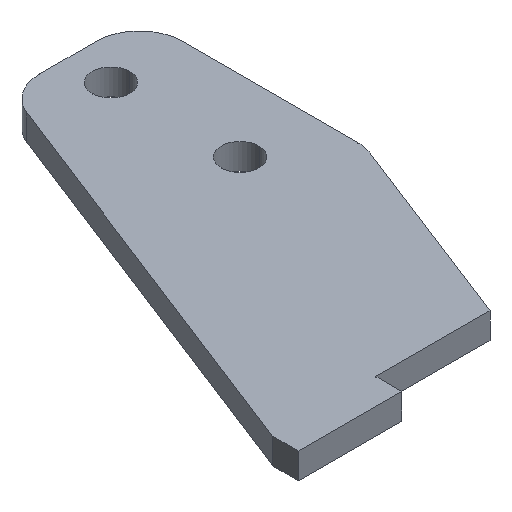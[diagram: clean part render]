
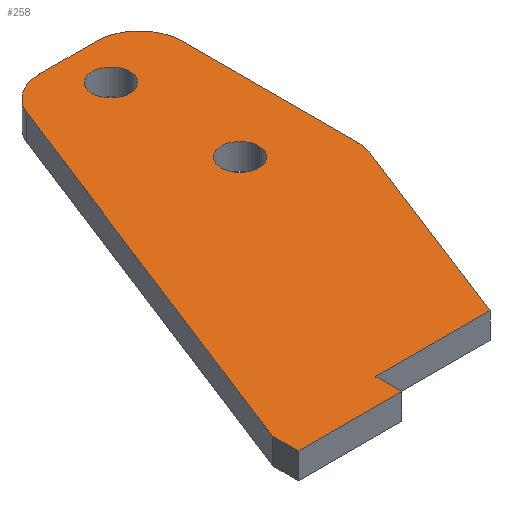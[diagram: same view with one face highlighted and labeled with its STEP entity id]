
A CAD part, isometric view. The second image highlights one B-rep face of the part: STEP entity #258.
In plain terms, the highlighted planar face has unit normal (0, 0, 1).
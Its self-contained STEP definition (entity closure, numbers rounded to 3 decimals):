
#2 = CARTESIAN_POINT ( 'NONE',  ( 26.208, 45., 3. ) ) ;
#6 = EDGE_CURVE ( 'NONE', #378, #327, #455, .T. ) ;
#9 = CARTESIAN_POINT ( 'NONE',  ( 29.5, 50., 3. ) ) ;
#11 = CIRCLE ( 'NONE', #357, 2.2 ) ;
#13 = DIRECTION ( 'NONE',  ( 0., -1., 0. ) ) ;
#26 = DIRECTION ( 'NONE',  ( 0., 0., 1. ) ) ;
#32 = DIRECTION ( 'NONE',  ( -1., 0., 0. ) ) ;
#34 = VECTOR ( 'NONE', #381, 1000. ) ;
#39 = CARTESIAN_POINT ( 'NONE',  ( 29.5, 45., 3. ) ) ;
#41 = FACE_BOUND ( 'NONE', #369, .T. ) ;
#43 = AXIS2_PLACEMENT_3D ( 'NONE', #305, #208, #307 ) ;
#46 = EDGE_CURVE ( 'NONE', #182, #154, #139, .T. ) ;
#51 = ORIENTED_EDGE ( 'NONE', *, *, #46, .T. ) ;
#56 = ORIENTED_EDGE ( 'NONE', *, *, #329, .F. ) ;
#61 = ORIENTED_EDGE ( 'NONE', *, *, #274, .T. ) ;
#62 = CARTESIAN_POINT ( 'NONE',  ( 12., 0., 3. ) ) ;
#65 = CARTESIAN_POINT ( 'NONE',  ( 26.208, 30., 3. ) ) ;
#72 = AXIS2_PLACEMENT_3D ( 'NONE', #39, #89, #612 ) ;
#80 = PLANE ( 'NONE',  #43 ) ;
#83 = LINE ( 'NONE', #150, #414 ) ;
#87 = CARTESIAN_POINT ( 'NONE',  ( 28.408, 30., 3. ) ) ;
#89 = DIRECTION ( 'NONE',  ( 0., 0., 1. ) ) ;
#90 = LINE ( 'NONE', #436, #254 ) ;
#92 = VERTEX_POINT ( 'NONE', #9 ) ;
#103 = CARTESIAN_POINT ( 'NONE',  ( 18.259, 46.817, 3. ) ) ;
#104 = CARTESIAN_POINT ( 'NONE',  ( 34.5, 24.648, 3. ) ) ;
#109 = CIRCLE ( 'NONE', #72, 5. ) ;
#112 = ORIENTED_EDGE ( 'NONE', *, *, #482, .F. ) ;
#113 = DIRECTION ( 'NONE',  ( 1., 0., 0. ) ) ;
#114 = AXIS2_PLACEMENT_3D ( 'NONE', #2, #185, #135 ) ;
#115 = CARTESIAN_POINT ( 'NONE',  ( 0., 0., 3. ) ) ;
#117 = LINE ( 'NONE', #115, #596 ) ;
#118 = EDGE_CURVE ( 'NONE', #176, #92, #90, .T. ) ;
#128 = CARTESIAN_POINT ( 'NONE',  ( 25.254, 0., 3. ) ) ;
#130 = CARTESIAN_POINT ( 'NONE',  ( 0., 0., 3. ) ) ;
#135 = DIRECTION ( 'NONE',  ( 1., 0., 0. ) ) ;
#139 = LINE ( 'NONE', #581, #384 ) ;
#146 = VERTEX_POINT ( 'NONE', #104 ) ;
#147 = EDGE_CURVE ( 'NONE', #154, #236, #83, .T. ) ;
#150 = CARTESIAN_POINT ( 'NONE',  ( 0., -3., 3. ) ) ;
#154 = VERTEX_POINT ( 'NONE', #543 ) ;
#161 = FACE_OUTER_BOUND ( 'NONE', #170, .T. ) ;
#162 = ORIENTED_EDGE ( 'NONE', *, *, #219, .T. ) ;
#168 = CARTESIAN_POINT ( 'NONE',  ( 22.917, 45., 3. ) ) ;
#169 = VERTEX_POINT ( 'NONE', #443 ) ;
#170 = EDGE_LOOP ( 'NONE', ( #289, #162, #56, #51, #470, #494, #320, #400, #585, #112, #61 ) ) ;
#173 = CIRCLE ( 'NONE', #114, 2.2 ) ;
#174 = DIRECTION ( 'NONE',  ( 0.363, 0.932, 0. ) ) ;
#176 = VERTEX_POINT ( 'NONE', #350 ) ;
#182 = VERTEX_POINT ( 'NONE', #299 ) ;
#185 = DIRECTION ( 'NONE',  ( 0., 0., 1. ) ) ;
#188 = LINE ( 'NONE', #480, #557 ) ;
#208 = DIRECTION ( 'NONE',  ( 0., 0., 1. ) ) ;
#212 = CARTESIAN_POINT ( 'NONE',  ( 26.208, 45., 3. ) ) ;
#216 = CARTESIAN_POINT ( 'NONE',  ( 34.5, 45., 3. ) ) ;
#219 = EDGE_CURVE ( 'NONE', #176, #615, #499, .T. ) ;
#224 = DIRECTION ( 'NONE',  ( 1., 0., 0. ) ) ;
#231 = EDGE_CURVE ( 'NONE', #385, #273, #367, .T. ) ;
#236 = VERTEX_POINT ( 'NONE', #315 ) ;
#237 = DIRECTION ( 'NONE',  ( 1., 0., 0. ) ) ;
#239 = AXIS2_PLACEMENT_3D ( 'NONE', #65, #26, #113 ) ;
#254 = VECTOR ( 'NONE', #237, 1000. ) ;
#258 = ADVANCED_FACE ( 'NONE', ( #41, #620, #161 ), #80, .T. ) ;
#259 = EDGE_CURVE ( 'NONE', #351, #169, #11, .T. ) ;
#261 = CIRCLE ( 'NONE', #239, 2.2 ) ;
#263 = LINE ( 'NONE', #130, #330 ) ;
#273 = VERTEX_POINT ( 'NONE', #608 ) ;
#274 = EDGE_CURVE ( 'NONE', #405, #92, #109, .T. ) ;
#288 = EDGE_CURVE ( 'NONE', #327, #558, #117, .T. ) ;
#289 = ORIENTED_EDGE ( 'NONE', *, *, #118, .F. ) ;
#299 = CARTESIAN_POINT ( 'NONE',  ( 0., 0., 3. ) ) ;
#305 = CARTESIAN_POINT ( 'NONE',  ( 0., 0., 3. ) ) ;
#307 = DIRECTION ( 'NONE',  ( 1., 0., 0. ) ) ;
#308 = EDGE_CURVE ( 'NONE', #378, #146, #338, .T. ) ;
#313 = ORIENTED_EDGE ( 'NONE', *, *, #259, .F. ) ;
#315 = CARTESIAN_POINT ( 'NONE',  ( 12., -3., 3. ) ) ;
#320 = ORIENTED_EDGE ( 'NONE', *, *, #288, .F. ) ;
#321 = DIRECTION ( 'NONE',  ( 0., 0., 1. ) ) ;
#323 = CARTESIAN_POINT ( 'NONE',  ( 29.5, 24.648, 3. ) ) ;
#327 = VERTEX_POINT ( 'NONE', #128 ) ;
#328 = DIRECTION ( 'NONE',  ( 0., -1., 0. ) ) ;
#329 = EDGE_CURVE ( 'NONE', #182, #615, #263, .T. ) ;
#330 = VECTOR ( 'NONE', #174, 1000. ) ;
#338 = CIRCLE ( 'NONE', #387, 5. ) ;
#350 = CARTESIAN_POINT ( 'NONE',  ( 22.917, 50., 3. ) ) ;
#351 = VERTEX_POINT ( 'NONE', #87 ) ;
#357 = AXIS2_PLACEMENT_3D ( 'NONE', #616, #321, #463 ) ;
#360 = DIRECTION ( 'NONE',  ( 0., 0., 1. ) ) ;
#367 = CIRCLE ( 'NONE', #465, 2.2 ) ;
#369 = EDGE_LOOP ( 'NONE', ( #511, #580 ) ) ;
#378 = VERTEX_POINT ( 'NONE', #562 ) ;
#381 = DIRECTION ( 'NONE',  ( -0.363, -0.932, 0. ) ) ;
#383 = CARTESIAN_POINT ( 'NONE',  ( 21.92, -8.549, 3. ) ) ;
#384 = VECTOR ( 'NONE', #13, 1000. ) ;
#385 = VERTEX_POINT ( 'NONE', #568 ) ;
#387 = AXIS2_PLACEMENT_3D ( 'NONE', #323, #419, #224 ) ;
#399 = DIRECTION ( 'NONE',  ( 1., 0., 0. ) ) ;
#400 = ORIENTED_EDGE ( 'NONE', *, *, #6, .F. ) ;
#402 = EDGE_CURVE ( 'NONE', #273, #385, #173, .T. ) ;
#405 = VERTEX_POINT ( 'NONE', #216 ) ;
#414 = VECTOR ( 'NONE', #599, 1000. ) ;
#419 = DIRECTION ( 'NONE',  ( 0., 0., 1. ) ) ;
#436 = CARTESIAN_POINT ( 'NONE',  ( 0., 50., 3. ) ) ;
#443 = CARTESIAN_POINT ( 'NONE',  ( 24.008, 30., 3. ) ) ;
#444 = AXIS2_PLACEMENT_3D ( 'NONE', #168, #360, #502 ) ;
#455 = LINE ( 'NONE', #383, #34 ) ;
#463 = DIRECTION ( 'NONE',  ( 1., 0., 0. ) ) ;
#465 = AXIS2_PLACEMENT_3D ( 'NONE', #212, #554, #399 ) ;
#470 = ORIENTED_EDGE ( 'NONE', *, *, #147, .T. ) ;
#473 = CARTESIAN_POINT ( 'NONE',  ( 34.5, 0., 3. ) ) ;
#480 = CARTESIAN_POINT ( 'NONE',  ( 12., 0., 3. ) ) ;
#482 = EDGE_CURVE ( 'NONE', #405, #146, #577, .T. ) ;
#486 = EDGE_LOOP ( 'NONE', ( #614, #313 ) ) ;
#494 = ORIENTED_EDGE ( 'NONE', *, *, #536, .T. ) ;
#499 = CIRCLE ( 'NONE', #444, 5. ) ;
#502 = DIRECTION ( 'NONE',  ( 1., 0., 0. ) ) ;
#511 = ORIENTED_EDGE ( 'NONE', *, *, #231, .F. ) ;
#522 = DIRECTION ( 'NONE',  ( 0., 1., 0. ) ) ;
#536 = EDGE_CURVE ( 'NONE', #236, #558, #188, .T. ) ;
#543 = CARTESIAN_POINT ( 'NONE',  ( 0., -3., 3. ) ) ;
#547 = VECTOR ( 'NONE', #328, 1000. ) ;
#554 = DIRECTION ( 'NONE',  ( 0., 0., 1. ) ) ;
#557 = VECTOR ( 'NONE', #522, 1000. ) ;
#558 = VERTEX_POINT ( 'NONE', #62 ) ;
#562 = CARTESIAN_POINT ( 'NONE',  ( 34.158, 22.831, 3. ) ) ;
#568 = CARTESIAN_POINT ( 'NONE',  ( 24.008, 45., 3. ) ) ;
#572 = EDGE_CURVE ( 'NONE', #169, #351, #261, .T. ) ;
#577 = LINE ( 'NONE', #473, #547 ) ;
#580 = ORIENTED_EDGE ( 'NONE', *, *, #402, .F. ) ;
#581 = CARTESIAN_POINT ( 'NONE',  ( 0., 0., 3. ) ) ;
#585 = ORIENTED_EDGE ( 'NONE', *, *, #308, .T. ) ;
#596 = VECTOR ( 'NONE', #32, 1000. ) ;
#599 = DIRECTION ( 'NONE',  ( 1., 0., 0. ) ) ;
#608 = CARTESIAN_POINT ( 'NONE',  ( 28.408, 45., 3. ) ) ;
#612 = DIRECTION ( 'NONE',  ( 1., 0., 0. ) ) ;
#614 = ORIENTED_EDGE ( 'NONE', *, *, #572, .F. ) ;
#615 = VERTEX_POINT ( 'NONE', #103 ) ;
#616 = CARTESIAN_POINT ( 'NONE',  ( 26.208, 30., 3. ) ) ;
#620 = FACE_BOUND ( 'NONE', #486, .T. ) ;
